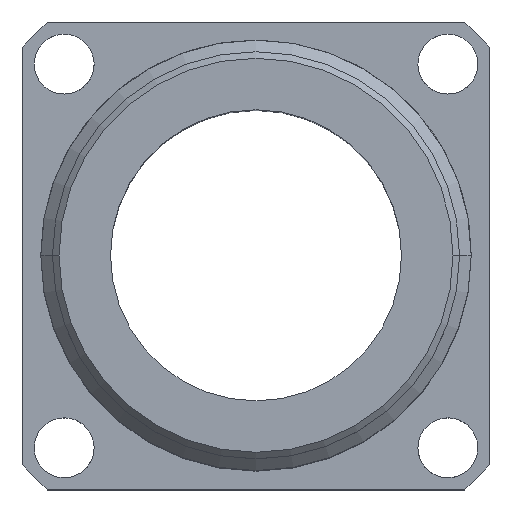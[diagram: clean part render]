
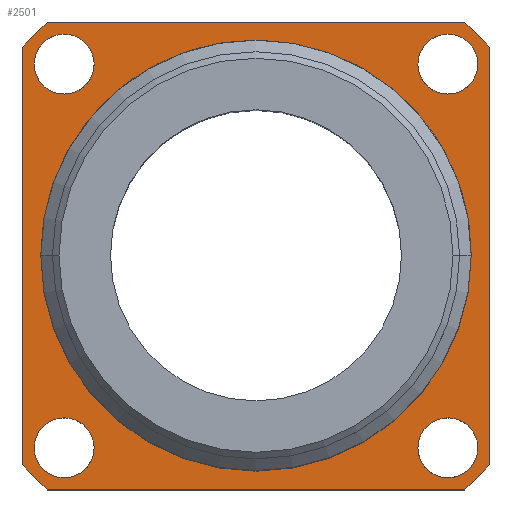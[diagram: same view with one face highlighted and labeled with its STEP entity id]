
A CAD part, top view. The second image highlights one B-rep face of the part: STEP entity #2501.
In plain terms, the highlighted planar face has unit normal (0, 0, 1).
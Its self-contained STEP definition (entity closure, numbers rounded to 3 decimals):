
#804=AXIS2_PLACEMENT_3D('Circle Axis2P3D',#802,#803,$) ;
#852=AXIS2_PLACEMENT_3D('Circle Axis2P3D',#850,#851,$) ;
#900=AXIS2_PLACEMENT_3D('Circle Axis2P3D',#898,#899,$) ;
#948=AXIS2_PLACEMENT_3D('Circle Axis2P3D',#946,#947,$) ;
#972=AXIS2_PLACEMENT_3D('Circle Axis2P3D',#970,#971,$) ;
#1026=AXIS2_PLACEMENT_3D('Circle Axis2P3D',#1024,#1025,$) ;
#1080=AXIS2_PLACEMENT_3D('Circle Axis2P3D',#1078,#1079,$) ;
#1134=AXIS2_PLACEMENT_3D('Circle Axis2P3D',#1132,#1133,$) ;
#2455=AXIS2_PLACEMENT_3D('Plane Axis2P3D',#2452,#2453,#2454) ;
#2485=AXIS2_PLACEMENT_3D('Circle Axis2P3D',#2483,#2484,$) ;
#2494=AXIS2_PLACEMENT_3D('Circle Axis2P3D',#2492,#2493,$) ;
#775=CARTESIAN_POINT('Vertex',(25.,23.65,2.)) ;
#778=CARTESIAN_POINT('Line Origine',(25.,12.5,2.)) ;
#782=CARTESIAN_POINT('Vertex',(25.,1.35,2.)) ;
#802=CARTESIAN_POINT('Axis2P3D Location',(12.5,12.5,2.)) ;
#806=CARTESIAN_POINT('Vertex',(23.65,0.,2.)) ;
#826=CARTESIAN_POINT('Line Origine',(12.5,0.,2.)) ;
#830=CARTESIAN_POINT('Vertex',(1.35,0.,2.)) ;
#850=CARTESIAN_POINT('Axis2P3D Location',(12.5,12.5,2.)) ;
#854=CARTESIAN_POINT('Vertex',(0.,1.35,2.)) ;
#874=CARTESIAN_POINT('Line Origine',(0.,12.5,2.)) ;
#878=CARTESIAN_POINT('Vertex',(0.,23.65,2.)) ;
#898=CARTESIAN_POINT('Axis2P3D Location',(12.5,12.5,2.)) ;
#902=CARTESIAN_POINT('Vertex',(1.35,25.,2.)) ;
#922=CARTESIAN_POINT('Line Origine',(12.5,25.,2.)) ;
#926=CARTESIAN_POINT('Vertex',(23.65,25.,2.)) ;
#946=CARTESIAN_POINT('Axis2P3D Location',(12.5,12.5,2.)) ;
#967=CARTESIAN_POINT('Vertex',(0.65,22.75,2.)) ;
#970=CARTESIAN_POINT('Axis2P3D Location',(2.25,22.75,2.)) ;
#974=CARTESIAN_POINT('Vertex',(3.85,22.75,2.)) ;
#995=CARTESIAN_POINT('Control Point',(0.65,22.75,2.)) ;
#996=CARTESIAN_POINT('Control Point',(0.65,23.253,2.)) ;
#997=CARTESIAN_POINT('Control Point',(0.847,23.755,2.)) ;
#998=CARTESIAN_POINT('Control Point',(1.245,24.153,2.)) ;
#999=CARTESIAN_POINT('Control Point',(2.25,24.547,2.)) ;
#1000=CARTESIAN_POINT('Control Point',(3.255,24.153,2.)) ;
#1001=CARTESIAN_POINT('Control Point',(3.653,23.755,2.)) ;
#1002=CARTESIAN_POINT('Control Point',(3.85,23.253,2.)) ;
#1003=CARTESIAN_POINT('Control Point',(3.85,22.75,2.)) ;
#1021=CARTESIAN_POINT('Vertex',(21.15,22.75,2.)) ;
#1024=CARTESIAN_POINT('Axis2P3D Location',(22.75,22.75,2.)) ;
#1028=CARTESIAN_POINT('Vertex',(24.35,22.75,2.)) ;
#1049=CARTESIAN_POINT('Control Point',(21.15,22.75,2.)) ;
#1050=CARTESIAN_POINT('Control Point',(21.15,23.253,2.)) ;
#1051=CARTESIAN_POINT('Control Point',(21.347,23.755,2.)) ;
#1052=CARTESIAN_POINT('Control Point',(21.745,24.153,2.)) ;
#1053=CARTESIAN_POINT('Control Point',(22.75,24.547,2.)) ;
#1054=CARTESIAN_POINT('Control Point',(23.755,24.153,2.)) ;
#1055=CARTESIAN_POINT('Control Point',(24.153,23.755,2.)) ;
#1056=CARTESIAN_POINT('Control Point',(24.35,23.253,2.)) ;
#1057=CARTESIAN_POINT('Control Point',(24.35,22.75,2.)) ;
#1075=CARTESIAN_POINT('Vertex',(21.15,2.25,2.)) ;
#1078=CARTESIAN_POINT('Axis2P3D Location',(22.75,2.25,2.)) ;
#1082=CARTESIAN_POINT('Vertex',(24.35,2.25,2.)) ;
#1103=CARTESIAN_POINT('Control Point',(21.15,2.25,2.)) ;
#1104=CARTESIAN_POINT('Control Point',(21.15,2.753,2.)) ;
#1105=CARTESIAN_POINT('Control Point',(21.347,3.255,2.)) ;
#1106=CARTESIAN_POINT('Control Point',(21.745,3.653,2.)) ;
#1107=CARTESIAN_POINT('Control Point',(22.75,4.047,2.)) ;
#1108=CARTESIAN_POINT('Control Point',(23.755,3.653,2.)) ;
#1109=CARTESIAN_POINT('Control Point',(24.153,3.255,2.)) ;
#1110=CARTESIAN_POINT('Control Point',(24.35,2.753,2.)) ;
#1111=CARTESIAN_POINT('Control Point',(24.35,2.25,2.)) ;
#1129=CARTESIAN_POINT('Vertex',(0.65,2.25,2.)) ;
#1132=CARTESIAN_POINT('Axis2P3D Location',(2.25,2.25,2.)) ;
#1136=CARTESIAN_POINT('Vertex',(3.85,2.25,2.)) ;
#1157=CARTESIAN_POINT('Control Point',(0.65,2.25,2.)) ;
#1158=CARTESIAN_POINT('Control Point',(0.65,2.753,2.)) ;
#1159=CARTESIAN_POINT('Control Point',(0.847,3.255,2.)) ;
#1160=CARTESIAN_POINT('Control Point',(1.245,3.653,2.)) ;
#1161=CARTESIAN_POINT('Control Point',(2.25,4.047,2.)) ;
#1162=CARTESIAN_POINT('Control Point',(3.255,3.653,2.)) ;
#1163=CARTESIAN_POINT('Control Point',(3.653,3.255,2.)) ;
#1164=CARTESIAN_POINT('Control Point',(3.85,2.753,2.)) ;
#1165=CARTESIAN_POINT('Control Point',(3.85,2.25,2.)) ;
#2452=CARTESIAN_POINT('Axis2P3D Location',(12.5,23.063,2.)) ;
#2483=CARTESIAN_POINT('Axis2P3D Location',(12.5,12.5,2.)) ;
#2487=CARTESIAN_POINT('Vertex',(23.375,12.5,2.)) ;
#2489=CARTESIAN_POINT('Vertex',(1.625,12.5,2.)) ;
#2492=CARTESIAN_POINT('Axis2P3D Location',(12.5,12.5,2.)) ;
#779=DIRECTION('Vector Direction',(0.,-1.,0.)) ;
#803=DIRECTION('Axis2P3D Direction',(0.,0.,-1.)) ;
#827=DIRECTION('Vector Direction',(-1.,0.,0.)) ;
#851=DIRECTION('Axis2P3D Direction',(0.,0.,-1.)) ;
#875=DIRECTION('Vector Direction',(0.,1.,0.)) ;
#899=DIRECTION('Axis2P3D Direction',(0.,0.,-1.)) ;
#923=DIRECTION('Vector Direction',(1.,0.,0.)) ;
#947=DIRECTION('Axis2P3D Direction',(0.,0.,-1.)) ;
#971=DIRECTION('Axis2P3D Direction',(0.,0.,-1.)) ;
#1025=DIRECTION('Axis2P3D Direction',(0.,0.,-1.)) ;
#1079=DIRECTION('Axis2P3D Direction',(0.,0.,-1.)) ;
#1133=DIRECTION('Axis2P3D Direction',(0.,0.,-1.)) ;
#2453=DIRECTION('Axis2P3D Direction',(0.,0.,1.)) ;
#2454=DIRECTION('Axis2P3D XDirection',(-1.,0.,0.)) ;
#2484=DIRECTION('Axis2P3D Direction',(0.,0.,1.)) ;
#2493=DIRECTION('Axis2P3D Direction',(0.,0.,1.)) ;
#780=VECTOR('Line Direction',#779,1.) ;
#828=VECTOR('Line Direction',#827,1.) ;
#876=VECTOR('Line Direction',#875,1.) ;
#924=VECTOR('Line Direction',#923,1.) ;
#2458=ORIENTED_EDGE('',*,*,#808,.F.) ;
#2459=ORIENTED_EDGE('',*,*,#784,.F.) ;
#2460=ORIENTED_EDGE('',*,*,#950,.F.) ;
#2461=ORIENTED_EDGE('',*,*,#928,.F.) ;
#2462=ORIENTED_EDGE('',*,*,#904,.F.) ;
#2463=ORIENTED_EDGE('',*,*,#880,.F.) ;
#2464=ORIENTED_EDGE('',*,*,#856,.F.) ;
#2465=ORIENTED_EDGE('',*,*,#832,.F.) ;
#2468=ORIENTED_EDGE('',*,*,#1166,.T.) ;
#2469=ORIENTED_EDGE('',*,*,#1138,.T.) ;
#2472=ORIENTED_EDGE('',*,*,#1112,.T.) ;
#2473=ORIENTED_EDGE('',*,*,#1084,.T.) ;
#2476=ORIENTED_EDGE('',*,*,#1058,.T.) ;
#2477=ORIENTED_EDGE('',*,*,#1030,.T.) ;
#2480=ORIENTED_EDGE('',*,*,#1004,.T.) ;
#2481=ORIENTED_EDGE('',*,*,#976,.T.) ;
#2498=ORIENTED_EDGE('',*,*,#2491,.F.) ;
#2499=ORIENTED_EDGE('',*,*,#2496,.F.) ;
#2470=FACE_BOUND('',#2467,.T.) ;
#2474=FACE_BOUND('',#2471,.T.) ;
#2478=FACE_BOUND('',#2475,.T.) ;
#2482=FACE_BOUND('',#2479,.T.) ;
#2500=FACE_BOUND('',#2497,.T.) ;
#2501=ADVANCED_FACE('Hauptkoerper',(#2466,#2470,#2474,#2478,#2482,#2500),#2456,.T.) ;
#994=B_SPLINE_CURVE_WITH_KNOTS('',5,(#995,#996,#997,#998,#999,#1000,#1001,#1002,#1003),.UNSPECIFIED.,.F.,.U.,(6,3,6),(-2.513,0.,2.513),.UNSPECIFIED.) ;
#1048=B_SPLINE_CURVE_WITH_KNOTS('',5,(#1049,#1050,#1051,#1052,#1053,#1054,#1055,#1056,#1057),.UNSPECIFIED.,.F.,.U.,(6,3,6),(-2.513,0.,2.513),.UNSPECIFIED.) ;
#1102=B_SPLINE_CURVE_WITH_KNOTS('',5,(#1103,#1104,#1105,#1106,#1107,#1108,#1109,#1110,#1111),.UNSPECIFIED.,.F.,.U.,(6,3,6),(-2.513,0.,2.513),.UNSPECIFIED.) ;
#1156=B_SPLINE_CURVE_WITH_KNOTS('',5,(#1157,#1158,#1159,#1160,#1161,#1162,#1163,#1164,#1165),.UNSPECIFIED.,.F.,.U.,(6,3,6),(-2.513,0.,2.513),.UNSPECIFIED.) ;
#805=CIRCLE('generated circle',#804,16.75) ;
#853=CIRCLE('generated circle',#852,16.75) ;
#901=CIRCLE('generated circle',#900,16.75) ;
#949=CIRCLE('generated circle',#948,16.75) ;
#973=CIRCLE('generated circle',#972,1.6) ;
#1027=CIRCLE('generated circle',#1026,1.6) ;
#1081=CIRCLE('generated circle',#1080,1.6) ;
#1135=CIRCLE('generated circle',#1134,1.6) ;
#2486=CIRCLE('generated circle',#2485,10.875) ;
#2495=CIRCLE('generated circle',#2494,10.875) ;
#784=EDGE_CURVE('',#776,#783,#781,.T.) ;
#808=EDGE_CURVE('',#783,#807,#805,.T.) ;
#832=EDGE_CURVE('',#807,#831,#829,.T.) ;
#856=EDGE_CURVE('',#831,#855,#853,.T.) ;
#880=EDGE_CURVE('',#855,#879,#877,.T.) ;
#904=EDGE_CURVE('',#879,#903,#901,.T.) ;
#928=EDGE_CURVE('',#903,#927,#925,.T.) ;
#950=EDGE_CURVE('',#927,#776,#949,.T.) ;
#976=EDGE_CURVE('',#975,#968,#973,.T.) ;
#1004=EDGE_CURVE('',#968,#975,#994,.T.) ;
#1030=EDGE_CURVE('',#1029,#1022,#1027,.T.) ;
#1058=EDGE_CURVE('',#1022,#1029,#1048,.T.) ;
#1084=EDGE_CURVE('',#1083,#1076,#1081,.T.) ;
#1112=EDGE_CURVE('',#1076,#1083,#1102,.T.) ;
#1138=EDGE_CURVE('',#1137,#1130,#1135,.T.) ;
#1166=EDGE_CURVE('',#1130,#1137,#1156,.T.) ;
#2491=EDGE_CURVE('',#2488,#2490,#2486,.T.) ;
#2496=EDGE_CURVE('',#2490,#2488,#2495,.T.) ;
#2457=EDGE_LOOP('',(#2458,#2459,#2460,#2461,#2462,#2463,#2464,#2465)) ;
#2467=EDGE_LOOP('',(#2468,#2469)) ;
#2471=EDGE_LOOP('',(#2472,#2473)) ;
#2475=EDGE_LOOP('',(#2476,#2477)) ;
#2479=EDGE_LOOP('',(#2480,#2481)) ;
#2497=EDGE_LOOP('',(#2498,#2499)) ;
#2466=FACE_OUTER_BOUND('',#2457,.T.) ;
#781=LINE('Line',#778,#780) ;
#829=LINE('Line',#826,#828) ;
#877=LINE('Line',#874,#876) ;
#925=LINE('Line',#922,#924) ;
#2456=PLANE('',#2455) ;
#776=VERTEX_POINT('',#775) ;
#783=VERTEX_POINT('',#782) ;
#807=VERTEX_POINT('',#806) ;
#831=VERTEX_POINT('',#830) ;
#855=VERTEX_POINT('',#854) ;
#879=VERTEX_POINT('',#878) ;
#903=VERTEX_POINT('',#902) ;
#927=VERTEX_POINT('',#926) ;
#968=VERTEX_POINT('',#967) ;
#975=VERTEX_POINT('',#974) ;
#1022=VERTEX_POINT('',#1021) ;
#1029=VERTEX_POINT('',#1028) ;
#1076=VERTEX_POINT('',#1075) ;
#1083=VERTEX_POINT('',#1082) ;
#1130=VERTEX_POINT('',#1129) ;
#1137=VERTEX_POINT('',#1136) ;
#2488=VERTEX_POINT('',#2487) ;
#2490=VERTEX_POINT('',#2489) ;
